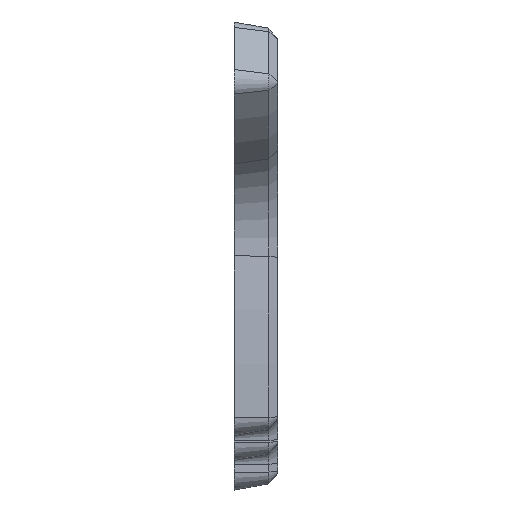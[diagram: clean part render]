
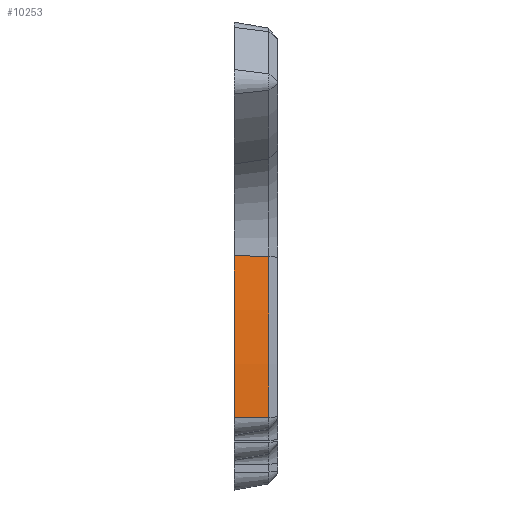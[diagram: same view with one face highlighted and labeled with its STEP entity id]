
A CAD part, left-side view. The second image highlights one B-rep face of the part: STEP entity #10253.
In plain terms, the highlighted conical face has half-angle 10 degrees and reference radius 306.106 mm.
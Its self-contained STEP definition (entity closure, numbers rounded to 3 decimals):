
#45=CONICAL_SURFACE('',#11003,306.106,0.175);
#173=CIRCLE('',#10424,308.222);
#346=CIRCLE('',#10978,306.541);
#825=FACE_OUTER_BOUND('',#1394,.T.);
#1394=EDGE_LOOP('',(#8529,#8530,#8531,#8532));
#2641=LINE('',#16431,#3885);
#2642=LINE('',#16433,#3886);
#3885=VECTOR('',#13399,10.);
#3886=VECTOR('',#13402,10.);
#4151=VERTEX_POINT('',#14048);
#4152=VERTEX_POINT('',#14050);
#4941=VERTEX_POINT('',#16362);
#4943=VERTEX_POINT('',#16368);
#5111=EDGE_CURVE('',#4152,#4151,#173,.F.);
#6258=EDGE_CURVE('',#4941,#4943,#346,.T.);
#6287=EDGE_CURVE('',#4943,#4152,#2641,.T.);
#6288=EDGE_CURVE('',#4151,#4941,#2642,.T.);
#8529=ORIENTED_EDGE('',*,*,#6258,.T.);
#8530=ORIENTED_EDGE('',*,*,#6287,.T.);
#8531=ORIENTED_EDGE('',*,*,#5111,.T.);
#8532=ORIENTED_EDGE('',*,*,#6288,.T.);
#10253=ADVANCED_FACE('',(#825),#45,.T.);
#10424=AXIS2_PLACEMENT_3D('',#14051,#11257,#11258);
#10978=AXIS2_PLACEMENT_3D('',#16370,#13333,#13334);
#11003=AXIS2_PLACEMENT_3D('',#16432,#13400,#13401);
#11257=DIRECTION('center_axis',(0.,1.,0.));
#11258=DIRECTION('ref_axis',(-0.988,0.,0.151));
#13333=DIRECTION('center_axis',(0.,1.,0.));
#13334=DIRECTION('ref_axis',(-0.988,0.,0.151));
#13399=DIRECTION('',(-0.173,0.985,0.016));
#13400=DIRECTION('center_axis',(0.,1.,0.));
#13401=DIRECTION('ref_axis',(-0.988,0.,0.151));
#13402=DIRECTION('',(0.173,-0.985,0.009));
#14048=CARTESIAN_POINT('',(148.695,12.,-13.15));
#14050=CARTESIAN_POINT('',(149.515,12.,31.364));
#14051=CARTESIAN_POINT('Origin',(456.47,12.,3.449));
#16362=CARTESIAN_POINT('',(150.375,2.462,-13.059));
#16368=CARTESIAN_POINT('',(151.19,2.462,31.212));
#16370=CARTESIAN_POINT('Origin',(456.47,2.462,3.449));
#16431=CARTESIAN_POINT('',(151.622,0.,31.172));
#16432=CARTESIAN_POINT('Origin',(456.47,0.,3.449));
#16433=CARTESIAN_POINT('',(150.808,0.,-13.036));
